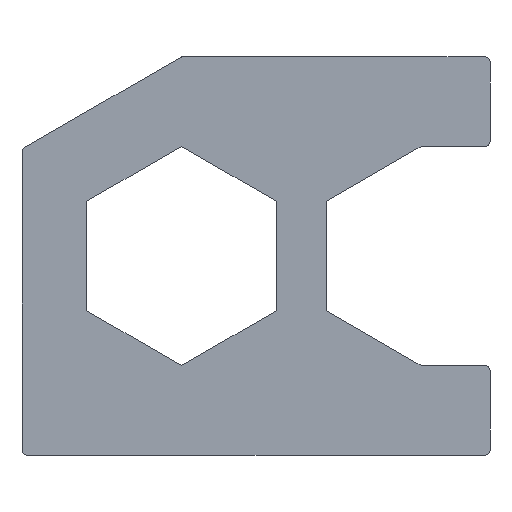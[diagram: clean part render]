
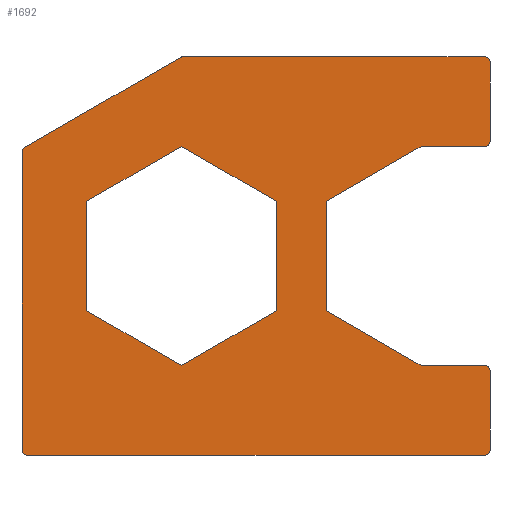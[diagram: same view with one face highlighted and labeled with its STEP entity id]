
A CAD part, front view. The second image highlights one B-rep face of the part: STEP entity #1692.
In plain terms, the highlighted planar face has unit normal (0, -1, 0).
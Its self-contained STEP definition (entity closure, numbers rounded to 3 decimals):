
#642 = VERTEX_POINT('',#643);
#643 = CARTESIAN_POINT('',(-57.569,-4.,80.));
#649 = EDGE_CURVE('',#642,#650,#652,.T.);
#650 = VERTEX_POINT('',#651);
#651 = CARTESIAN_POINT('',(63.815,-4.,80.));
#652 = LINE('',#653,#654);
#653 = CARTESIAN_POINT('',(-58.105,-4.,80.));
#654 = VECTOR('',#655,1.);
#655 = DIRECTION('',(1.,0.,0.));
#673 = VERTEX_POINT('',#674);
#674 = CARTESIAN_POINT('',(-58.569,-4.,79.732));
#680 = EDGE_CURVE('',#642,#673,#681,.T.);
#681 = CIRCLE('',#682,2.);
#682 = AXIS2_PLACEMENT_3D('',#683,#684,#685);
#683 = CARTESIAN_POINT('',(-57.569,-4.,78.));
#684 = DIRECTION('',(0.,-1.,0.));
#685 = DIRECTION('',(0.,0.,-1.));
#698 = VERTEX_POINT('',#699);
#699 = CARTESIAN_POINT('',(65.815,-4.,78.));
#705 = EDGE_CURVE('',#650,#698,#706,.T.);
#706 = CIRCLE('',#707,2.);
#707 = AXIS2_PLACEMENT_3D('',#708,#709,#710);
#708 = CARTESIAN_POINT('',(63.815,-4.,78.));
#709 = DIRECTION('',(0.,1.,0.));
#710 = DIRECTION('',(0.,0.,-1.));
#723 = EDGE_CURVE('',#673,#724,#726,.T.);
#724 = VERTEX_POINT('',#725);
#725 = CARTESIAN_POINT('',(-121.185,-4.,43.581));
#726 = LINE('',#727,#728);
#727 = CARTESIAN_POINT('',(-58.105,-4.,80.));
#728 = VECTOR('',#729,1.);
#729 = DIRECTION('',(-0.866,0.,-0.5));
#747 = EDGE_CURVE('',#698,#748,#750,.T.);
#748 = VERTEX_POINT('',#749);
#749 = CARTESIAN_POINT('',(65.815,-4.,46.));
#750 = LINE('',#751,#752);
#751 = CARTESIAN_POINT('',(65.815,-4.,80.));
#752 = VECTOR('',#753,1.);
#753 = DIRECTION('',(0.,0.,-1.));
#771 = VERTEX_POINT('',#772);
#772 = CARTESIAN_POINT('',(-122.185,-4.,41.849));
#778 = EDGE_CURVE('',#724,#771,#779,.T.);
#779 = CIRCLE('',#780,2.);
#780 = AXIS2_PLACEMENT_3D('',#781,#782,#783);
#781 = CARTESIAN_POINT('',(-120.185,-4.,41.849));
#782 = DIRECTION('',(0.,-1.,0.));
#783 = DIRECTION('',(0.,0.,-1.));
#796 = VERTEX_POINT('',#797);
#797 = CARTESIAN_POINT('',(63.815,-4.,44.));
#803 = EDGE_CURVE('',#748,#796,#804,.T.);
#804 = CIRCLE('',#805,2.);
#805 = AXIS2_PLACEMENT_3D('',#806,#807,#808);
#806 = CARTESIAN_POINT('',(63.815,-4.,46.));
#807 = DIRECTION('',(0.,1.,0.));
#808 = DIRECTION('',(0.,0.,-1.));
#821 = EDGE_CURVE('',#771,#822,#824,.T.);
#822 = VERTEX_POINT('',#823);
#823 = CARTESIAN_POINT('',(-122.185,-4.,-78.));
#824 = LINE('',#825,#826);
#825 = CARTESIAN_POINT('',(-122.185,-4.,43.004));
#826 = VECTOR('',#827,1.);
#827 = DIRECTION('',(0.,0.,-1.));
#845 = VERTEX_POINT('',#846);
#846 = CARTESIAN_POINT('',(38.105,-4.,44.));
#852 = EDGE_CURVE('',#845,#796,#853,.T.);
#853 = LINE('',#854,#855);
#854 = CARTESIAN_POINT('',(38.105,-4.,44.));
#855 = VECTOR('',#856,1.);
#856 = DIRECTION('',(1.,0.,0.));
#869 = VERTEX_POINT('',#870);
#870 = CARTESIAN_POINT('',(-120.185,-4.,-80.));
#876 = EDGE_CURVE('',#822,#869,#877,.T.);
#877 = CIRCLE('',#878,2.);
#878 = AXIS2_PLACEMENT_3D('',#879,#880,#881);
#879 = CARTESIAN_POINT('',(-120.185,-4.,-78.));
#880 = DIRECTION('',(0.,-1.,0.));
#881 = DIRECTION('',(0.,0.,-1.));
#893 = EDGE_CURVE('',#845,#894,#896,.T.);
#894 = VERTEX_POINT('',#895);
#895 = CARTESIAN_POINT('',(0.,-4.,22.));
#896 = LINE('',#897,#898);
#897 = CARTESIAN_POINT('',(38.105,-4.,44.));
#898 = VECTOR('',#899,1.);
#899 = DIRECTION('',(-0.866,0.,-0.5));
#918 = VERTEX_POINT('',#919);
#919 = CARTESIAN_POINT('',(63.815,-4.,-80.));
#925 = EDGE_CURVE('',#918,#869,#926,.T.);
#926 = LINE('',#927,#928);
#927 = CARTESIAN_POINT('',(65.815,-4.,-80.));
#928 = VECTOR('',#929,1.);
#929 = DIRECTION('',(-1.,0.,0.));
#941 = EDGE_CURVE('',#894,#942,#944,.T.);
#942 = VERTEX_POINT('',#943);
#943 = CARTESIAN_POINT('',(0.,-4.,-22.));
#944 = LINE('',#945,#946);
#945 = CARTESIAN_POINT('',(0.,-4.,22.));
#946 = VECTOR('',#947,1.);
#947 = DIRECTION('',(0.,0.,-1.));
#966 = VERTEX_POINT('',#967);
#967 = CARTESIAN_POINT('',(65.815,-4.,-78.));
#973 = EDGE_CURVE('',#918,#966,#974,.T.);
#974 = CIRCLE('',#975,2.);
#975 = AXIS2_PLACEMENT_3D('',#976,#977,#978);
#976 = CARTESIAN_POINT('',(63.815,-4.,-78.));
#977 = DIRECTION('',(0.,-1.,0.));
#978 = DIRECTION('',(0.,0.,-1.));
#990 = EDGE_CURVE('',#942,#991,#993,.T.);
#991 = VERTEX_POINT('',#992);
#992 = CARTESIAN_POINT('',(38.105,-4.,-44.));
#993 = LINE('',#994,#995);
#994 = CARTESIAN_POINT('',(0.,-4.,-22.));
#995 = VECTOR('',#996,1.);
#996 = DIRECTION('',(0.866,0.,-0.5));
#1015 = VERTEX_POINT('',#1016);
#1016 = CARTESIAN_POINT('',(65.815,-4.,-46.));
#1022 = EDGE_CURVE('',#1015,#966,#1023,.T.);
#1023 = LINE('',#1024,#1025);
#1024 = CARTESIAN_POINT('',(65.815,-4.,-44.));
#1025 = VECTOR('',#1026,1.);
#1026 = DIRECTION('',(0.,0.,-1.));
#1039 = VERTEX_POINT('',#1040);
#1040 = CARTESIAN_POINT('',(63.815,-4.,-44.));
#1046 = EDGE_CURVE('',#1039,#991,#1047,.T.);
#1047 = LINE('',#1048,#1049);
#1048 = CARTESIAN_POINT('',(65.815,-4.,-44.));
#1049 = VECTOR('',#1050,1.);
#1050 = DIRECTION('',(-1.,0.,0.));
#1063 = EDGE_CURVE('',#1015,#1039,#1064,.T.);
#1064 = CIRCLE('',#1065,2.);
#1065 = AXIS2_PLACEMENT_3D('',#1066,#1067,#1068);
#1066 = CARTESIAN_POINT('',(63.815,-4.,-46.));
#1067 = DIRECTION('',(0.,-1.,0.));
#1068 = DIRECTION('',(0.,0.,-1.));
#1080 = VERTEX_POINT('',#1081);
#1081 = CARTESIAN_POINT('',(-58.105,-4.,44.));
#1087 = EDGE_CURVE('',#1080,#1088,#1090,.T.);
#1088 = VERTEX_POINT('',#1089);
#1089 = CARTESIAN_POINT('',(-96.21,-4.,22.));
#1090 = LINE('',#1091,#1092);
#1091 = CARTESIAN_POINT('',(-58.105,-4.,44.));
#1092 = VECTOR('',#1093,1.);
#1093 = DIRECTION('',(-0.866,0.,-0.5));
#1111 = VERTEX_POINT('',#1112);
#1112 = CARTESIAN_POINT('',(-20.,-4.,22.));
#1118 = EDGE_CURVE('',#1111,#1080,#1119,.T.);
#1119 = LINE('',#1120,#1121);
#1120 = CARTESIAN_POINT('',(-20.,-4.,22.));
#1121 = VECTOR('',#1122,1.);
#1122 = DIRECTION('',(-0.866,0.,0.5));
#1135 = EDGE_CURVE('',#1088,#1136,#1138,.T.);
#1136 = VERTEX_POINT('',#1137);
#1137 = CARTESIAN_POINT('',(-96.21,-4.,-22.));
#1138 = LINE('',#1139,#1140);
#1139 = CARTESIAN_POINT('',(-96.21,-4.,22.));
#1140 = VECTOR('',#1141,1.);
#1141 = DIRECTION('',(0.,0.,-1.));
#1159 = VERTEX_POINT('',#1160);
#1160 = CARTESIAN_POINT('',(-20.,-4.,-22.));
#1166 = EDGE_CURVE('',#1159,#1111,#1167,.T.);
#1167 = LINE('',#1168,#1169);
#1168 = CARTESIAN_POINT('',(-20.,-4.,-22.));
#1169 = VECTOR('',#1170,1.);
#1170 = DIRECTION('',(0.,0.,1.));
#1183 = EDGE_CURVE('',#1136,#1184,#1186,.T.);
#1184 = VERTEX_POINT('',#1185);
#1185 = CARTESIAN_POINT('',(-58.105,-4.,-44.));
#1186 = LINE('',#1187,#1188);
#1187 = CARTESIAN_POINT('',(-96.21,-4.,-22.));
#1188 = VECTOR('',#1189,1.);
#1189 = DIRECTION('',(0.866,0.,-0.5));
#1207 = EDGE_CURVE('',#1184,#1159,#1208,.T.);
#1208 = LINE('',#1209,#1210);
#1209 = CARTESIAN_POINT('',(-58.105,-4.,-44.));
#1210 = VECTOR('',#1211,1.);
#1211 = DIRECTION('',(0.866,0.,0.5));
#1692 = ADVANCED_FACE('',(#1693,#1713),#1721,.F.);
#1693 = FACE_BOUND('',#1694,.F.);
#1694 = EDGE_LOOP('',(#1695,#1696,#1697,#1698,#1699,#1700,#1701,#1702,
    #1703,#1704,#1705,#1706,#1707,#1708,#1709,#1710,#1711,#1712));
#1695 = ORIENTED_EDGE('',*,*,#649,.T.);
#1696 = ORIENTED_EDGE('',*,*,#705,.T.);
#1697 = ORIENTED_EDGE('',*,*,#747,.T.);
#1698 = ORIENTED_EDGE('',*,*,#803,.T.);
#1699 = ORIENTED_EDGE('',*,*,#852,.F.);
#1700 = ORIENTED_EDGE('',*,*,#893,.T.);
#1701 = ORIENTED_EDGE('',*,*,#941,.T.);
#1702 = ORIENTED_EDGE('',*,*,#990,.T.);
#1703 = ORIENTED_EDGE('',*,*,#1046,.F.);
#1704 = ORIENTED_EDGE('',*,*,#1063,.F.);
#1705 = ORIENTED_EDGE('',*,*,#1022,.T.);
#1706 = ORIENTED_EDGE('',*,*,#973,.F.);
#1707 = ORIENTED_EDGE('',*,*,#925,.T.);
#1708 = ORIENTED_EDGE('',*,*,#876,.F.);
#1709 = ORIENTED_EDGE('',*,*,#821,.F.);
#1710 = ORIENTED_EDGE('',*,*,#778,.F.);
#1711 = ORIENTED_EDGE('',*,*,#723,.F.);
#1712 = ORIENTED_EDGE('',*,*,#680,.F.);
#1713 = FACE_BOUND('',#1714,.F.);
#1714 = EDGE_LOOP('',(#1715,#1716,#1717,#1718,#1719,#1720));
#1715 = ORIENTED_EDGE('',*,*,#1087,.T.);
#1716 = ORIENTED_EDGE('',*,*,#1135,.T.);
#1717 = ORIENTED_EDGE('',*,*,#1183,.T.);
#1718 = ORIENTED_EDGE('',*,*,#1207,.T.);
#1719 = ORIENTED_EDGE('',*,*,#1166,.T.);
#1720 = ORIENTED_EDGE('',*,*,#1118,.T.);
#1721 = PLANE('',#1722);
#1722 = AXIS2_PLACEMENT_3D('',#1723,#1724,#1725);
#1723 = CARTESIAN_POINT('',(-31.545,-4.,-2.762));
#1724 = DIRECTION('',(0.,1.,0.));
#1725 = DIRECTION('',(0.,0.,1.));
